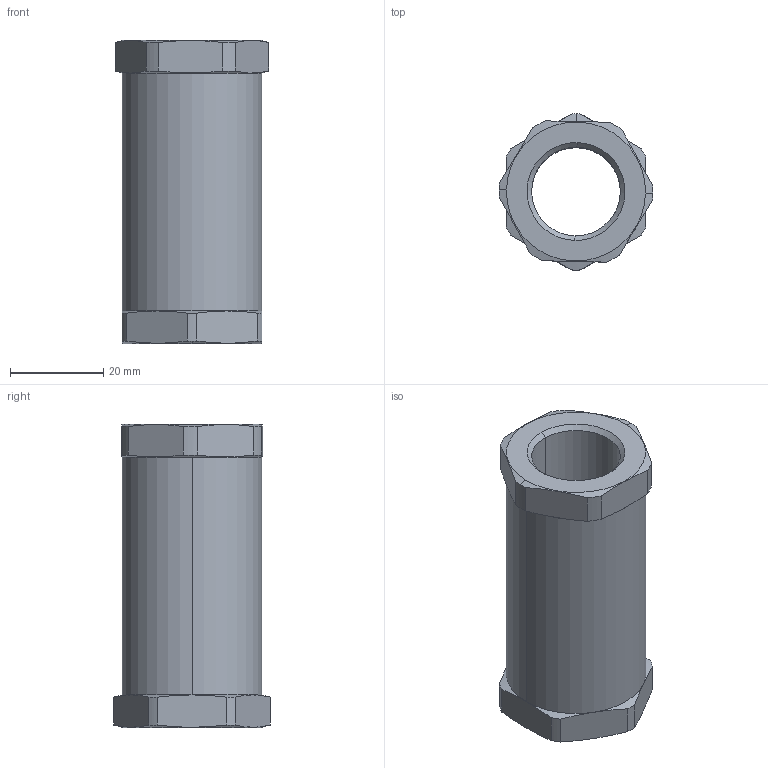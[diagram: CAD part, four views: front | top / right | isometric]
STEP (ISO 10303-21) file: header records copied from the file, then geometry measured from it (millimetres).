
FILE_DESCRIPTION (( 'STEP AP214' ), '1' );
FILE_NAME ('281ZH0411 1-2 BSP female-female.STEP', '2016-04-22T17:05:23', ( 'w7' ), ( 'Hewlett-Packard Company' ), 'SwSTEP 2.0', 'SolidWorks 2015', '' );
FILE_SCHEMA (( 'AUTOMOTIVE_DESIGN' ));
Length unit declared in the file: millimetre
Products named in the file (1): 281ZH0411 1-2 BSP female-female
Bounding box: 33 x 33.5 x 65 mm (x, y, z)
Surface area: 9126.6 mm2 (no closed solid volume)
Topology: 0 solids, 2 shells, 50 faces, 131 edges, 84 vertices
Faces by surface type: cylinder 18, cone 17, plane 15
Entity records: 2221 total; most frequent: CARTESIAN_POINT 428, DIRECTION 259, ORIENTED_EDGE 254, EDGE_CURVE 131, AXIS2_PLACEMENT_3D 109, VERTEX_POINT 84, CIRCLE 58, EDGE_LOOP 53
